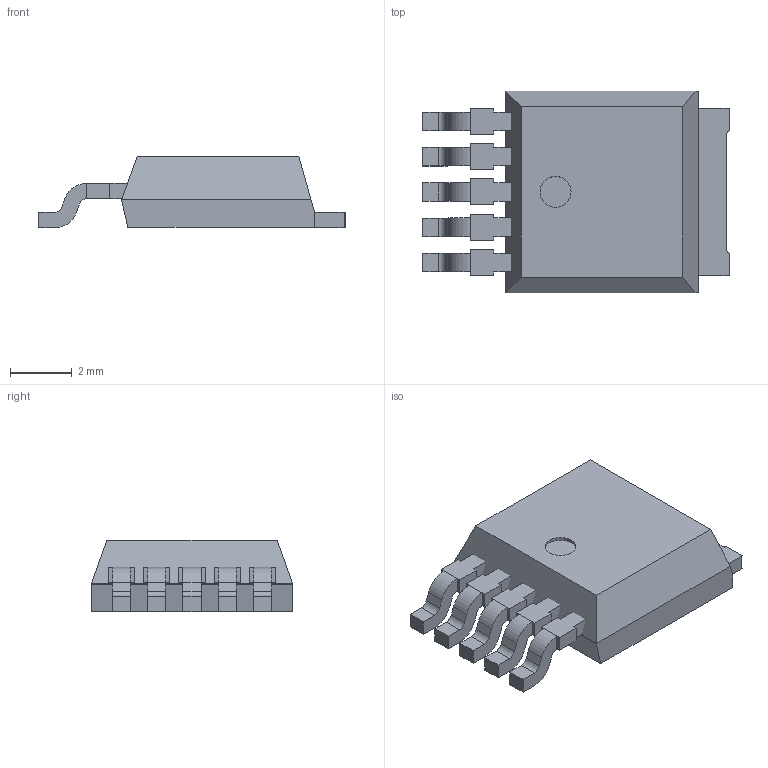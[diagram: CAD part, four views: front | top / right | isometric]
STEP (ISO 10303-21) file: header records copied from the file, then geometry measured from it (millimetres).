
FILE_DESCRIPTION(/* description */ ('model of TO-252-5_TabPin6'),/* implementation_level */ '2;1');
FILE_NAME(/* name */ 'TO-252-5_TabPin6.step',/* time_stamp */ '2023-01-24T23:51:22',/* author */ ('Ray Benitez',''),/* organization */ ('OCCT'),/* preprocessor_version */ '',/* originating_system */ 'KiCAD',/* authorisation */ '');
FILE_SCHEMA(('AUTOMOTIVE_DESIGN { 1 0 10303 214 1 1 1 1 }'));
Length unit declared in the file: millimetre
Products named in the file (8): CQ assembly; 9e9c6de2-9c39-11ed-93f0-dde97e994e83; 9e9c6de3-9c39-11ed-93f0-dde97e994e83; 9e9c6de3-9c39-11ed-93f0-dde97e994e83_part; 9e9c6de4-9c39-11ed-93f0-dde97e994e83; 9e9c6de4-9c39-11ed-93f0-dde97e994e83_part; 9e9c6de5-9c39-11ed-93f0-dde97e994e83; 9e9c6de5-9c39-11ed-93f0-dde97e994e83_part
Assembly tree (7 placements, depth 4):
  CQ assembly
    9e9c6de2-9c39-11ed-93f0-dde97e994e83
      9e9c6de3-9c39-11ed-93f0-dde97e994e83
        9e9c6de3-9c39-11ed-93f0-dde97e994e83_part
      9e9c6de4-9c39-11ed-93f0-dde97e994e83
        9e9c6de4-9c39-11ed-93f0-dde97e994e83_part
      9e9c6de5-9c39-11ed-93f0-dde97e994e83
        9e9c6de5-9c39-11ed-93f0-dde97e994e83_part
Bounding box: 9.9 x 6.5 x 2.32 mm (x, y, z)
Volume: 101.5 mm3; surface area: 233.4 mm2
Topology: 7 solids, 7 shells, 139 faces, 370 edges, 246 vertices
Faces by surface type: plane 114, cylinder 25
Full cylindrical faces by diameter (mm): 1 x1
Entity records: 4476 total; most frequent: CARTESIAN_POINT 763, ORIENTED_EDGE 740, DIRECTION 734, EDGE_CURVE 370, LINE 300, VECTOR 300, VERTEX_POINT 246, AXIS2_PLACEMENT_3D 217
